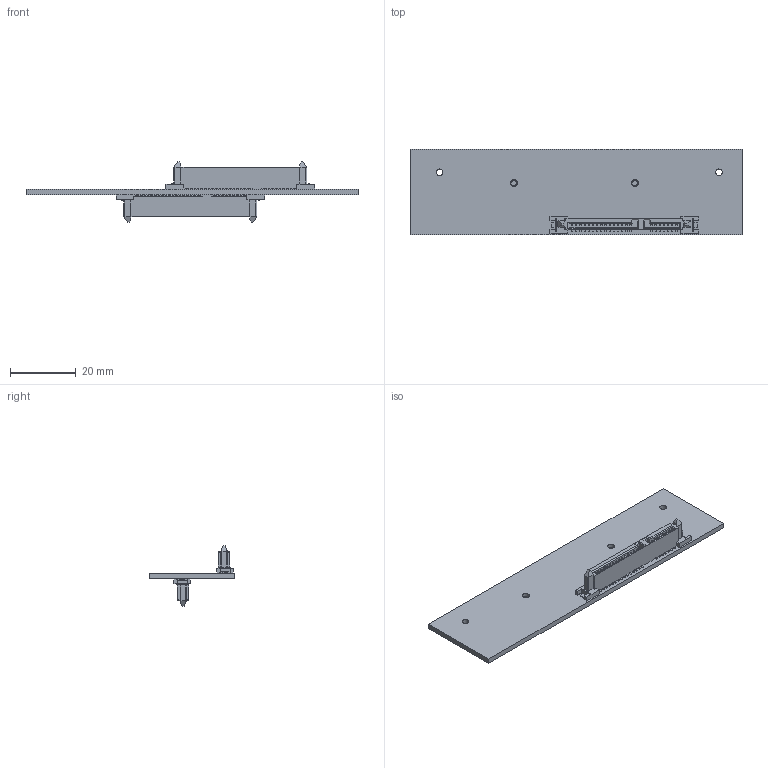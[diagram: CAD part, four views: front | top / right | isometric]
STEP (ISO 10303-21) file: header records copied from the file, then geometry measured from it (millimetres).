
FILE_DESCRIPTION(('KiCad electronic assembly'),'2;1');
FILE_NAME('driveCaddyAdapter.step','2021-04-07T17:27:55',('An Author'),( 'A Company'),'Open CASCADE STEP processor 6.9', 'KiCad to STEP converter','Unknown');
FILE_SCHEMA(('AUTOMOTIVE_DESIGN { 1 0 10303 214 1 1 1 1 }'));
Length unit declared in the file: millimetre
Products named in the file (4): Open CASCADE STEP translator 6.9 1; 1735284-3; SOLID; COMPOUND
Assembly tree (4 placements, depth 3):
  Open CASCADE STEP translator 6.9 1
    1735284-3  x2
      SOLID
    COMPOUND
Bounding box: 101 x 26 x 18.4 mm (x, y, z)
Volume: 5456.2 mm3; surface area: 8556 mm2
Topology: 3 solids, 3 shells, 1284 faces, 3754 edges, 2484 vertices
Faces by surface type: plane 966, cylinder 310, cone 8
Full cylindrical faces by diameter (mm): 2 x2, 2.159 x4
Entity records: 46977 total; most frequent: CARTESIAN_POINT 8941, DIRECTION 7134, LINE 4988, VECTOR 4988, ORIENTED_EDGE 3784, PCURVE 3784, DEFINITIONAL_REPRESENTATION 3784, EDGE_CURVE 1892
